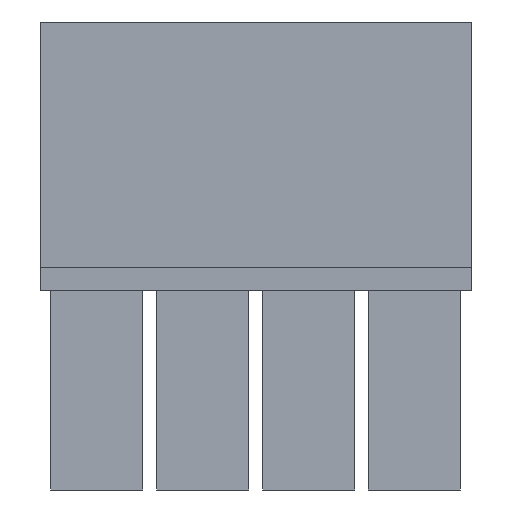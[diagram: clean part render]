
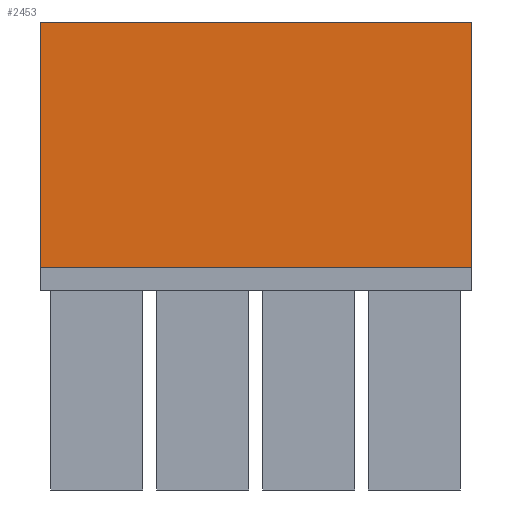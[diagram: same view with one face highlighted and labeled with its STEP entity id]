
A CAD part, front view. The second image highlights one B-rep face of the part: STEP entity #2453.
In plain terms, the highlighted planar face has unit normal (0, -1, 0).
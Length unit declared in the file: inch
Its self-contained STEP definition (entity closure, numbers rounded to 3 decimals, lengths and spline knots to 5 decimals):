
#1=DIRECTION('',(0.,0.,-1.));
#2=VECTOR('',#1,0.32);
#3=CARTESIAN_POINT('',(-0.2815,0.,0.));
#4=LINE('',#3,#2);
#45=DIRECTION('',(1.,0.,0.));
#46=VECTOR('',#45,0.563);
#47=CARTESIAN_POINT('',(-0.2815,0.,0.));
#48=LINE('',#47,#46);
#893=DIRECTION('',(0.,0.,-1.));
#894=VECTOR('',#893,0.32);
#895=CARTESIAN_POINT('',(0.2815,0.,0.));
#896=LINE('',#895,#894);
#1009=DIRECTION('',(1.,0.,0.));
#1010=VECTOR('',#1009,0.563);
#1011=CARTESIAN_POINT('',(-0.2815,0.,-0.32));
#1012=LINE('',#1011,#1010);
#1845=CARTESIAN_POINT('',(-0.2815,0.,0.));
#1846=CARTESIAN_POINT('',(-0.2815,0.,-0.32));
#1847=VERTEX_POINT('',#1845);
#1848=VERTEX_POINT('',#1846);
#1867=CARTESIAN_POINT('',(0.2815,0.,0.));
#1868=CARTESIAN_POINT('',(0.2815,0.,-0.32));
#1869=VERTEX_POINT('',#1867);
#1870=VERTEX_POINT('',#1868);
#2439=CARTESIAN_POINT('',(-0.2815,0.,0.));
#2440=DIRECTION('',(0.,-1.,0.));
#2441=DIRECTION('',(0.,0.,-1.));
#2442=AXIS2_PLACEMENT_3D('',#2439,#2440,#2441);
#2443=PLANE('',#2442);
#2444=ORIENTED_EDGE('',*,*,#2414,.F.);
#2446=ORIENTED_EDGE('',*,*,#2445,.T.);
#2448=ORIENTED_EDGE('',*,*,#2447,.T.);
#2450=ORIENTED_EDGE('',*,*,#2449,.F.);
#2451=EDGE_LOOP('',(#2444,#2446,#2448,#2450));
#2452=FACE_OUTER_BOUND('',#2451,.F.);
#2453=ADVANCED_FACE('',(#2452),#2443,.T.);
#2414=EDGE_CURVE('',#1847,#1848,#4,.T.);
#2445=EDGE_CURVE('',#1847,#1869,#48,.T.);
#2447=EDGE_CURVE('',#1869,#1870,#896,.T.);
#2449=EDGE_CURVE('',#1848,#1870,#1012,.T.);
